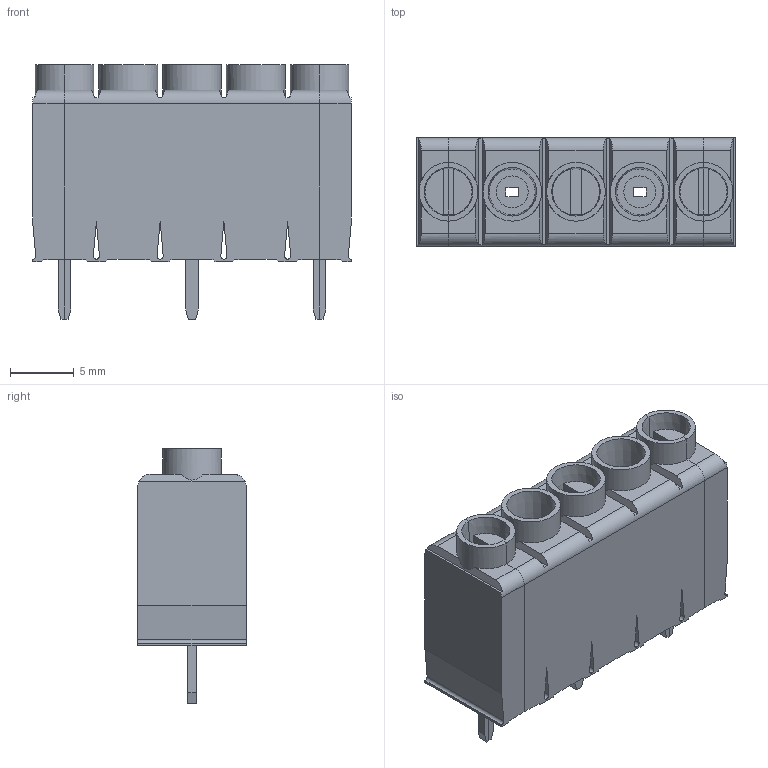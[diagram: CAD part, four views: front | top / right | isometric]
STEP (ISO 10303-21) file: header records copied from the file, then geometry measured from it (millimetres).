
FILE_DESCRIPTION( ( 'Unknown' ), '1' );
FILE_NAME( '691131810003.stp', 'Unknown', ( 'Unknown' ), ( 'Unknown' ), 'PSStep 17.0.49', 'Unknown', ' ' );
FILE_SCHEMA( ( 'AUTOMOTIVE_DESIGN { 1 0 10303 214 1 1 1 1 }' ) );
Length unit declared in the file: millimetre
Products named in the file (4): Assem1; CUU10_DX; CUU10_SX; CUU10_CNT
Assembly tree (3 placements, depth 2):
  Assem1
    CUU10_DX
    CUU10_SX
    CUU10_CNT
Bounding box: 25 x 8.5 x 19.95 mm (x, y, z)
Volume: 2252.3 mm3; surface area: 2902.8 mm2
Topology: 3 solids, 3 shells, 236 faces, 655 edges, 432 vertices
Faces by surface type: plane 201, cylinder 28, cone 7
Full cylindrical faces by diameter (mm): 2.5 x2, 4.6 x3
Entity records: 9413 total; most frequent: CARTESIAN_POINT 1311, ORIENTED_EDGE 1286, DIRECTION 1255, EDGE_CURVE 643, LINE 511, VECTOR 511, VERTEX_POINT 428, AXIS2_PLACEMENT_3D 372
